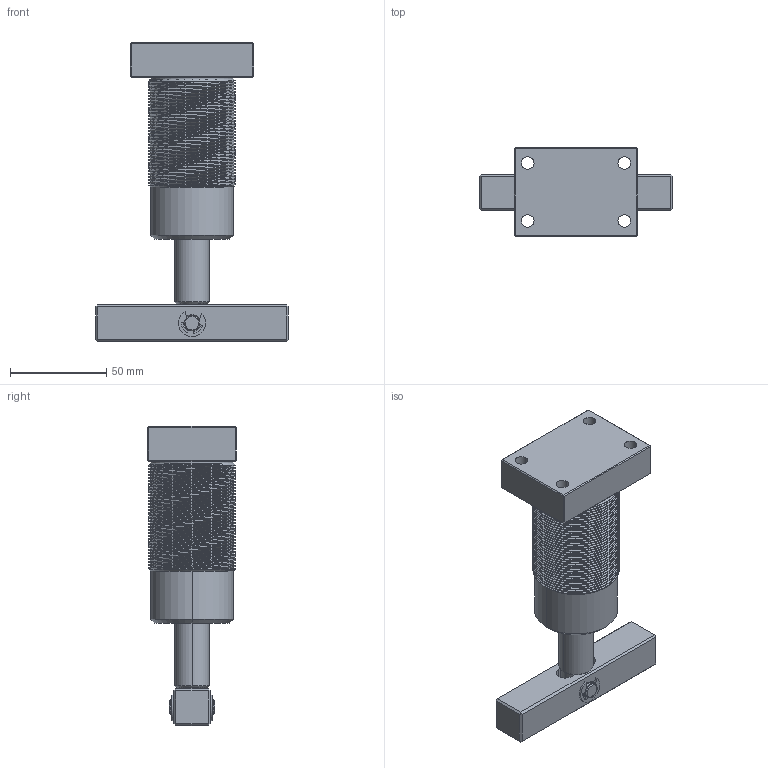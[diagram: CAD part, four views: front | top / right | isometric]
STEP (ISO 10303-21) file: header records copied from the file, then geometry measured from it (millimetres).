
FILE_DESCRIPTION (( 'STEP AP214' ), '1' );
FILE_NAME ('NDS-25B.STEP', '2018-08-27T08:31:25', ( 'Windows' ), ( 'Microsoft' ), 'SwSTEP 2.0', 'SolidWorks 2015', '' );
FILE_SCHEMA (( 'AUTOMOTIVE_DESIGN' ));
Length unit declared in the file: millimetre
Products named in the file (5): 揤旋; 种隊; 縐銅え; NDS-25B掛极; NDS-25B
Assembly tree (5 placements, depth 2):
  NDS-25B
    NDS-25B掛极
    縐銅え  x2
    种隊
    揤旋
Bounding box: 100 x 46 x 155 mm (x, y, z)
Volume: 220018.5 mm3; surface area: 40383.4 mm2
Topology: 5 solids, 5 shells, 247 faces, 610 edges, 383 vertices
Faces by surface type: cylinder 134, plane 87, cone 24, bspline 2
Entity records: 11084 total; most frequent: CARTESIAN_POINT 5836, ORIENTED_EDGE 1124, DIRECTION 1000, EDGE_CURVE 562, AXIS2_PLACEMENT_3D 364, VERTEX_POINT 351, VECTOR 272, LINE 272
